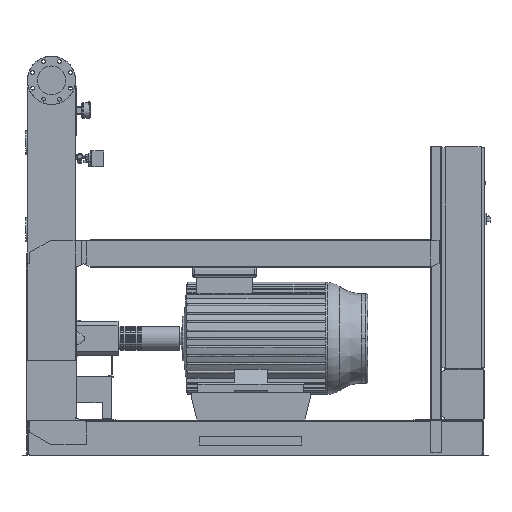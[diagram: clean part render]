
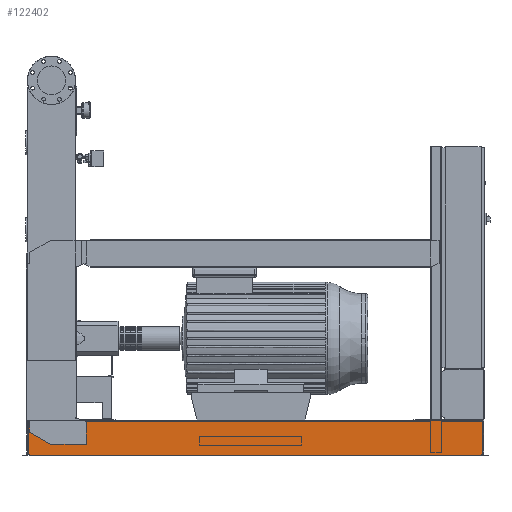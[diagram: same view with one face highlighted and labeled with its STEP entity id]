
A CAD part, front view. The second image highlights one B-rep face of the part: STEP entity #122402.
In plain terms, the highlighted free-form (B-spline) face has degree [1, 1] with [2, 2] control points.
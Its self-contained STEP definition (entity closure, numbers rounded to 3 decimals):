
#117633=CARTESIAN_POINT('',(-131.0,-460.5,202.));
#117634=VERTEX_POINT('',#117633);
#117641=CARTESIAN_POINT('',(-131.0,-460.5,208.));
#117642=VERTEX_POINT('',#117641);
#117643=CARTESIAN_POINT('',(-131.0,-460.5,202.));
#117644=DIRECTION('',(0.0,0.0,1.0));
#117645=VECTOR('',#117644,6.);
#117646=LINE('',#117643,#117645);
#117647=EDGE_CURVE('',#117634,#117642,#117646,.T.);
#120687=CARTESIAN_POINT('',(2522.,-460.5,208.));
#120688=VERTEX_POINT('',#120687);
#120689=CARTESIAN_POINT('',(-131.0,-460.5,208.));
#120690=DIRECTION('',(1.0,0.0,0.0));
#120691=VECTOR('',#120690,2653.);
#120692=LINE('',#120689,#120691);
#120693=EDGE_CURVE('',#117642,#120688,#120692,.T.);
#121990=CARTESIAN_POINT('',(2530.,-460.5,202.));
#121991=VERTEX_POINT('',#121990);
#121998=CARTESIAN_POINT('',(2530.,-460.5,112.689));
#121999=VERTEX_POINT('',#121998);
#122000=CARTESIAN_POINT('',(2530.,-460.5,112.689));
#122001=DIRECTION('',(0.0,0.0,1.0));
#122002=VECTOR('',#122001,89.311);
#122003=LINE('',#122000,#122002);
#122004=EDGE_CURVE('',#121999,#121991,#122003,.T.);
#122316=CARTESIAN_POINT('',(-139.,-460.5,3.));
#122317=CARTESIAN_POINT('',(-139.,-460.5,208.));
#122318=CARTESIAN_POINT('',(2530.,-460.5,3.));
#122319=CARTESIAN_POINT('',(2530.,-460.5,208.));
#122320=B_SPLINE_SURFACE_WITH_KNOTS('',1,1,((#122316,#122318),(#122317,#122319)),.UNSPECIFIED.,.F.,.F.,.U.,(2,2),(2,2),(0.0,205.),(0.0,2669.0),.UNSPECIFIED.);
#122321=CARTESIAN_POINT('',(2530.,-460.5,6.));
#122322=VERTEX_POINT('',#122321);
#122323=CARTESIAN_POINT('',(2530.,-460.5,6.));
#122324=DIRECTION('',(0.0,0.0,1.0));
#122325=VECTOR('',#122324,106.689);
#122326=LINE('',#122323,#122325);
#122327=EDGE_CURVE('',#122322,#121999,#122326,.T.);
#122328=ORIENTED_EDGE('',*,*,#122327,.T.);
#122329=ORIENTED_EDGE('',*,*,#122004,.T.);
#122330=CARTESIAN_POINT('',(2522.,-460.5,202.));
#122331=VERTEX_POINT('',#122330);
#122332=CARTESIAN_POINT('',(2530.,-460.5,202.));
#122333=DIRECTION('',(-1.0,0.0,0.0));
#122334=VECTOR('',#122333,8.0);
#122335=LINE('',#122332,#122334);
#122336=EDGE_CURVE('',#121991,#122331,#122335,.T.);
#122337=ORIENTED_EDGE('',*,*,#122336,.T.);
#122338=CARTESIAN_POINT('',(2522.,-460.5,208.));
#122339=DIRECTION('',(0.0,0.0,-1.0));
#122340=VECTOR('',#122339,6.);
#122341=LINE('',#122338,#122340);
#122342=EDGE_CURVE('',#120688,#122331,#122341,.T.);
#122343=ORIENTED_EDGE('',*,*,#122342,.F.);
#122344=ORIENTED_EDGE('',*,*,#120693,.F.);
#122345=ORIENTED_EDGE('',*,*,#117647,.F.);
#122346=CARTESIAN_POINT('',(-139.,-460.5,202.));
#122347=VERTEX_POINT('',#122346);
#122348=CARTESIAN_POINT('',(-131.0,-460.5,202.));
#122349=DIRECTION('',(-1.0,0.0,0.0));
#122350=VECTOR('',#122349,8.);
#122351=LINE('',#122348,#122350);
#122352=EDGE_CURVE('',#117634,#122347,#122351,.T.);
#122353=ORIENTED_EDGE('',*,*,#122352,.T.);
#122354=CARTESIAN_POINT('',(-139.,-460.5,6.));
#122355=VERTEX_POINT('',#122354);
#122356=CARTESIAN_POINT('',(-139.,-460.5,202.));
#122357=DIRECTION('',(0.0,0.0,-1.0));
#122358=VECTOR('',#122357,196.);
#122359=LINE('',#122356,#122358);
#122360=EDGE_CURVE('',#122347,#122355,#122359,.T.);
#122361=ORIENTED_EDGE('',*,*,#122360,.T.);
#122362=CARTESIAN_POINT('',(-131.0,-460.5,6.));
#122363=VERTEX_POINT('',#122362);
#122364=CARTESIAN_POINT('',(-139.,-460.5,6.));
#122365=DIRECTION('',(1.0,0.0,0.0));
#122366=VECTOR('',#122365,8.);
#122367=LINE('',#122364,#122366);
#122368=EDGE_CURVE('',#122355,#122363,#122367,.T.);
#122369=ORIENTED_EDGE('',*,*,#122368,.T.);
#122370=CARTESIAN_POINT('',(-131.0,-460.5,3.));
#122371=VERTEX_POINT('',#122370);
#122372=CARTESIAN_POINT('',(-131.0,-460.5,3.));
#122373=DIRECTION('',(0.0,0.0,1.0));
#122374=VECTOR('',#122373,3.);
#122375=LINE('',#122372,#122374);
#122376=EDGE_CURVE('',#122371,#122363,#122375,.T.);
#122377=ORIENTED_EDGE('',*,*,#122376,.F.);
#122378=CARTESIAN_POINT('',(2522.,-460.5,3.));
#122379=VERTEX_POINT('',#122378);
#122380=CARTESIAN_POINT('',(2522.,-460.5,3.));
#122381=DIRECTION('',(-1.0,0.0,0.0));
#122382=VECTOR('',#122381,2653.);
#122383=LINE('',#122380,#122382);
#122384=EDGE_CURVE('',#122379,#122371,#122383,.T.);
#122385=ORIENTED_EDGE('',*,*,#122384,.F.);
#122386=CARTESIAN_POINT('',(2522.,-460.5,6.));
#122387=VERTEX_POINT('',#122386);
#122388=CARTESIAN_POINT('',(2522.,-460.5,6.));
#122389=DIRECTION('',(0.0,0.0,-1.0));
#122390=VECTOR('',#122389,3.);
#122391=LINE('',#122388,#122390);
#122392=EDGE_CURVE('',#122387,#122379,#122391,.T.);
#122393=ORIENTED_EDGE('',*,*,#122392,.F.);
#122394=CARTESIAN_POINT('',(2522.,-460.5,6.));
#122395=DIRECTION('',(1.0,0.0,0.0));
#122396=VECTOR('',#122395,8.0);
#122397=LINE('',#122394,#122396);
#122398=EDGE_CURVE('',#122387,#122322,#122397,.T.);
#122399=ORIENTED_EDGE('',*,*,#122398,.T.);
#122400=EDGE_LOOP('',(#122328,#122329,#122337,#122343,#122344,#122345,#122353,#122361,#122369,#122377,#122385,#122393,#122399));
#122401=FACE_OUTER_BOUND('',#122400,.T.);
#122402=ADVANCED_FACE('',(#122401),#122320,.F.);
